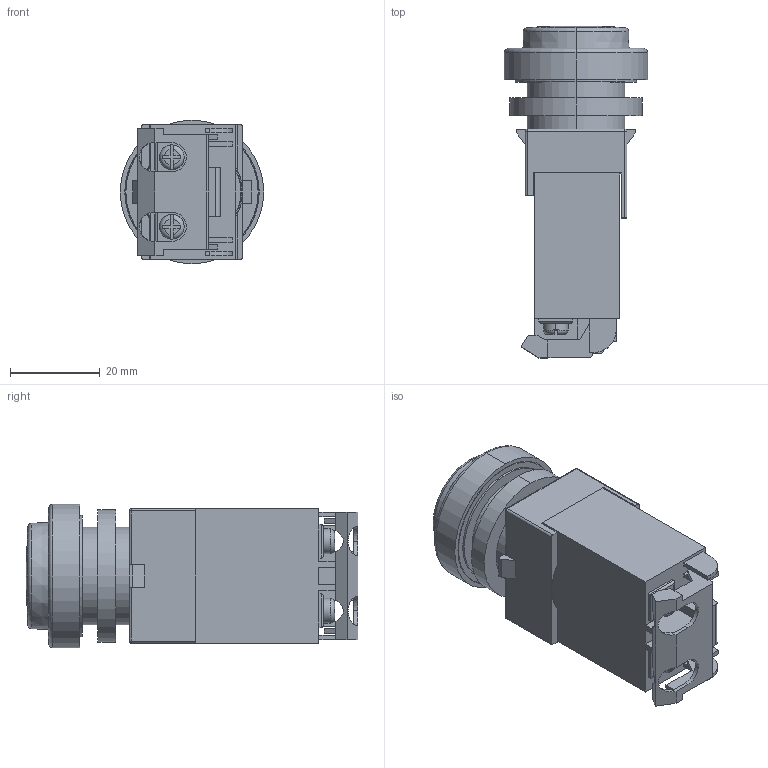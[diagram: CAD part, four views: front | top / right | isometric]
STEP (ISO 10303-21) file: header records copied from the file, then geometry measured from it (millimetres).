
FILE_DESCRIPTION (( 'STEP AP214' ), '1' );
FILE_NAME ('DR22E3L-L3SZA.step', '2017-08-29T15:14:04', ( '' ), ( '' ), 'SwSTEP 2.0', 'SolidWorks 2017', '' );
FILE_SCHEMA (( 'AUTOMOTIVE_DESIGN' ));
Length unit declared in the file: millimetre
Products named in the file (1): DR22E3L-L3SZA
Bounding box: 32 x 74 x 32 mm (x, y, z)
Volume: 39907.8 mm3; surface area: 18162.2 mm2
Topology: 12 solids, 12 shells, 232 faces, 595 edges, 383 vertices
Faces by surface type: plane 165, cylinder 51, torus 8, sphere 6, cone 2
Entity records: 7182 total; most frequent: CARTESIAN_POINT 1403, ORIENTED_EDGE 1182, DIRECTION 1139, EDGE_CURVE 591, VECTOR 421, LINE 421, VERTEX_POINT 383, AXIS2_PLACEMENT_3D 359
